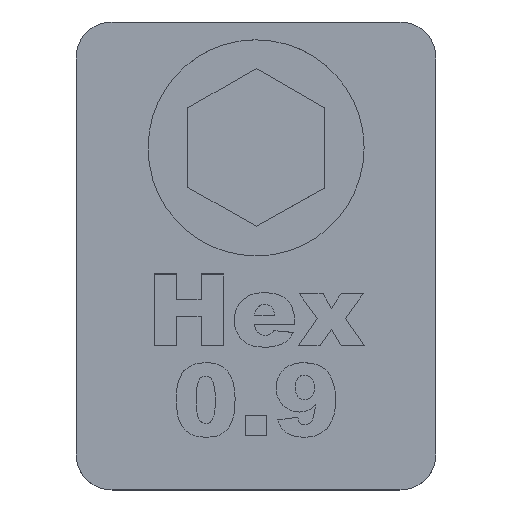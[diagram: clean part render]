
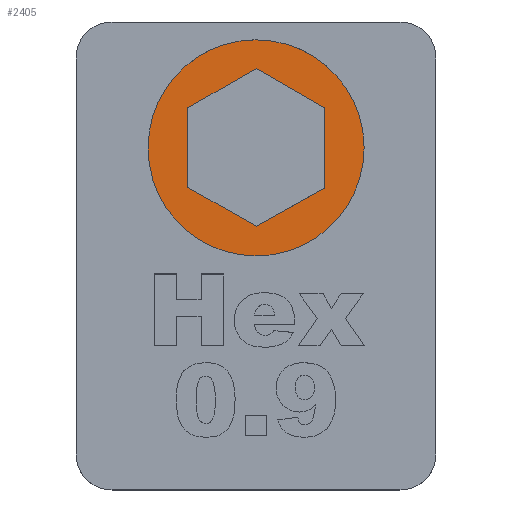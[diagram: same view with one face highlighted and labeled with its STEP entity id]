
A CAD part, top view. The second image highlights one B-rep face of the part: STEP entity #2405.
In plain terms, the highlighted planar face has unit normal (0, 0, 1).
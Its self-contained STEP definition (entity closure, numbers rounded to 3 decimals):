
#27=(
BOUNDED_CURVE()
B_SPLINE_CURVE(3,(#4673,#4674,#4675,#4676),.UNSPECIFIED.,.F.,.F.)
B_SPLINE_CURVE_WITH_KNOTS((4,4),(0.,1.),.UNSPECIFIED.)
CURVE()
GEOMETRIC_REPRESENTATION_ITEM()
RATIONAL_B_SPLINE_CURVE((1.,1.,1.,1.))
REPRESENTATION_ITEM('')
);
#28=(
BOUNDED_CURVE()
B_SPLINE_CURVE(3,(#4688,#4689,#4690,#4691),.UNSPECIFIED.,.F.,.F.)
B_SPLINE_CURVE_WITH_KNOTS((4,4),(0.,1.),.UNSPECIFIED.)
CURVE()
GEOMETRIC_REPRESENTATION_ITEM()
RATIONAL_B_SPLINE_CURVE((1.,1.,1.,1.))
REPRESENTATION_ITEM('')
);
#29=(
BOUNDED_CURVE()
B_SPLINE_CURVE(3,(#4702,#4703,#4704,#4705),.UNSPECIFIED.,.F.,.F.)
B_SPLINE_CURVE_WITH_KNOTS((4,4),(0.,1.),.UNSPECIFIED.)
CURVE()
GEOMETRIC_REPRESENTATION_ITEM()
RATIONAL_B_SPLINE_CURVE((1.,1.,1.,1.))
REPRESENTATION_ITEM('')
);
#30=(
BOUNDED_CURVE()
B_SPLINE_CURVE(3,(#4714,#4715,#4716,#4717),.UNSPECIFIED.,.F.,.F.)
B_SPLINE_CURVE_WITH_KNOTS((4,4),(0.,1.),.UNSPECIFIED.)
CURVE()
GEOMETRIC_REPRESENTATION_ITEM()
RATIONAL_B_SPLINE_CURVE((1.,1.,1.,1.))
REPRESENTATION_ITEM('')
);
#49=FACE_BOUND('',#512,.T.);
#370=FACE_OUTER_BOUND('',#511,.T.);
#511=EDGE_LOOP('',(#2165,#2166,#2167,#2168));
#512=EDGE_LOOP('',(#2169,#2170,#2171,#2172,#2173,#2174));
#696=LINE('',#4633,#900);
#700=LINE('',#4640,#904);
#703=LINE('',#4646,#907);
#706=LINE('',#4652,#910);
#709=LINE('',#4658,#913);
#711=LINE('',#4661,#915);
#900=VECTOR('',#2767,10.);
#904=VECTOR('',#2773,10.);
#907=VECTOR('',#2778,10.);
#910=VECTOR('',#2783,10.);
#913=VECTOR('',#2788,10.);
#915=VECTOR('',#2792,10.);
#1146=VERTEX_POINT('',#4630);
#1147=VERTEX_POINT('',#4632);
#1149=VERTEX_POINT('',#4638);
#1151=VERTEX_POINT('',#4644);
#1153=VERTEX_POINT('',#4650);
#1155=VERTEX_POINT('',#4656);
#1156=VERTEX_POINT('',#4670);
#1157=VERTEX_POINT('',#4672);
#1158=VERTEX_POINT('',#4686);
#1159=VERTEX_POINT('',#4700);
#1482=EDGE_CURVE('',#1146,#1147,#696,.T.);
#1486=EDGE_CURVE('',#1149,#1146,#700,.T.);
#1489=EDGE_CURVE('',#1151,#1149,#703,.T.);
#1492=EDGE_CURVE('',#1153,#1151,#706,.T.);
#1495=EDGE_CURVE('',#1155,#1153,#709,.T.);
#1497=EDGE_CURVE('',#1147,#1155,#711,.T.);
#1499=EDGE_CURVE('',#1156,#1157,#27,.T.);
#1502=EDGE_CURVE('',#1158,#1156,#28,.T.);
#1504=EDGE_CURVE('',#1159,#1158,#29,.T.);
#1505=EDGE_CURVE('',#1157,#1159,#30,.T.);
#2165=ORIENTED_EDGE('',*,*,#1505,.F.);
#2166=ORIENTED_EDGE('',*,*,#1499,.F.);
#2167=ORIENTED_EDGE('',*,*,#1502,.F.);
#2168=ORIENTED_EDGE('',*,*,#1504,.F.);
#2169=ORIENTED_EDGE('',*,*,#1497,.F.);
#2170=ORIENTED_EDGE('',*,*,#1482,.F.);
#2171=ORIENTED_EDGE('',*,*,#1486,.F.);
#2172=ORIENTED_EDGE('',*,*,#1489,.F.);
#2173=ORIENTED_EDGE('',*,*,#1492,.F.);
#2174=ORIENTED_EDGE('',*,*,#1495,.F.);
#2278=PLANE('',#2483);
#2405=ADVANCED_FACE('',(#370,#49),#2278,.T.);
#2483=AXIS2_PLACEMENT_3D('',#4718,#2797,#2798);
#2767=DIRECTION('',(0.,1.,0.));
#2773=DIRECTION('',(0.872,0.489,0.));
#2778=DIRECTION('',(0.87,-0.494,0.));
#2783=DIRECTION('',(0.,-1.,0.));
#2788=DIRECTION('',(-0.866,-0.5,0.));
#2792=DIRECTION('',(-0.865,0.502,0.));
#2797=DIRECTION('center_axis',(0.,0.,1.));
#2798=DIRECTION('ref_axis',(-1.,0.,0.));
#4630=CARTESIAN_POINT('',(13.796,-38.39,-0.6));
#4632=CARTESIAN_POINT('',(13.796,-33.941,-0.6));
#4633=CARTESIAN_POINT('',(13.796,-38.39,-0.6));
#4638=CARTESIAN_POINT('',(10.013,-40.513,-0.6));
#4640=CARTESIAN_POINT('',(10.013,-40.513,-0.6));
#4644=CARTESIAN_POINT('',(6.214,-38.356,-0.6));
#4646=CARTESIAN_POINT('',(6.214,-38.356,-0.6));
#4650=CARTESIAN_POINT('',(6.214,-33.941,-0.6));
#4652=CARTESIAN_POINT('',(6.214,-33.941,-0.6));
#4656=CARTESIAN_POINT('',(10.013,-31.747,-0.6));
#4658=CARTESIAN_POINT('',(10.013,-31.747,-0.6));
#4661=CARTESIAN_POINT('',(13.796,-33.941,-0.6));
#4670=CARTESIAN_POINT('',(10.005,-42.16,-0.6));
#4672=CARTESIAN_POINT('',(4.005,-36.159,-0.6));
#4673=CARTESIAN_POINT('Ctrl Pts',(10.005,-42.16,-0.6));
#4674=CARTESIAN_POINT('Ctrl Pts',(6.691,-42.16,-0.6));
#4675=CARTESIAN_POINT('Ctrl Pts',(4.005,-39.473,-0.6));
#4676=CARTESIAN_POINT('Ctrl Pts',(4.005,-36.159,-0.6));
#4686=CARTESIAN_POINT('',(16.005,-36.159,-0.6));
#4688=CARTESIAN_POINT('Ctrl Pts',(16.005,-36.159,-0.6));
#4689=CARTESIAN_POINT('Ctrl Pts',(16.005,-39.473,-0.6));
#4690=CARTESIAN_POINT('Ctrl Pts',(13.319,-42.16,-0.6));
#4691=CARTESIAN_POINT('Ctrl Pts',(10.005,-42.16,-0.6));
#4700=CARTESIAN_POINT('',(10.005,-30.159,-0.6));
#4702=CARTESIAN_POINT('Ctrl Pts',(10.005,-30.159,-0.6));
#4703=CARTESIAN_POINT('Ctrl Pts',(13.319,-30.159,-0.6));
#4704=CARTESIAN_POINT('Ctrl Pts',(16.005,-32.845,-0.6));
#4705=CARTESIAN_POINT('Ctrl Pts',(16.005,-36.159,-0.6));
#4714=CARTESIAN_POINT('Ctrl Pts',(4.005,-36.159,-0.6));
#4715=CARTESIAN_POINT('Ctrl Pts',(4.005,-32.845,-0.6));
#4716=CARTESIAN_POINT('Ctrl Pts',(6.691,-30.159,-0.6));
#4717=CARTESIAN_POINT('Ctrl Pts',(10.005,-30.159,-0.6));
#4718=CARTESIAN_POINT('Origin',(10.005,-36.159,-0.6));
